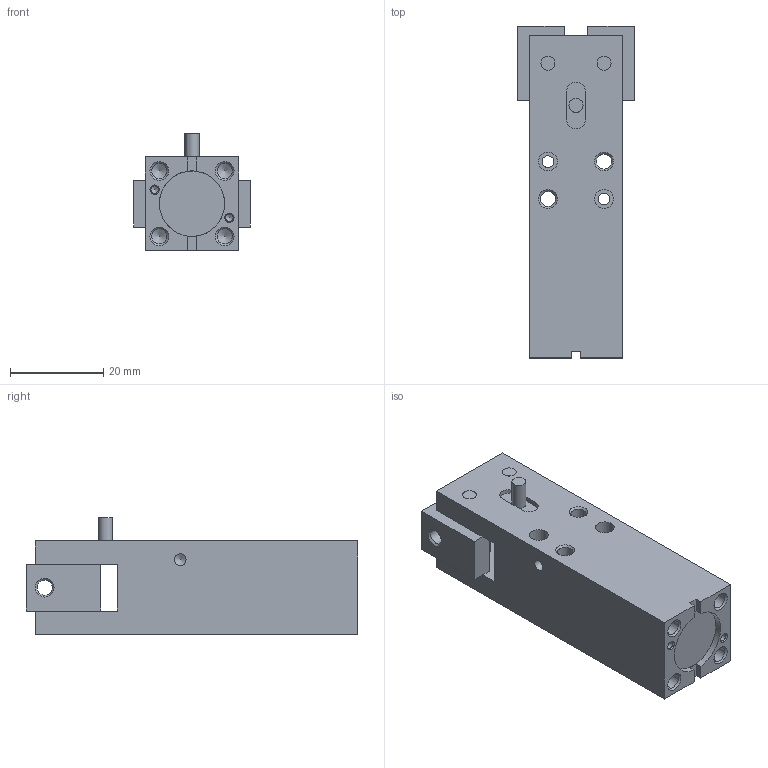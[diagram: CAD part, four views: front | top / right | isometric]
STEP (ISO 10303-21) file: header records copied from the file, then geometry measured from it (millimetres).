
FILE_DESCRIPTION((''),'2;1');
FILE_NAME('MSG-Z1.stp','2012-10-12T08:20:20',('hartung_david'),(''),'Autodesk Inventor 2012','Autodesk Inventor 2012','');
FILE_SCHEMA(('AUTOMOTIVE_DESIGN { 1 0 10303 214 1 1 1 1 }'));
Length unit declared in the file: millimetre
Products named in the file (4): MSG-Z1; MSG-Z1-010; MSG-Z1-020; MSG-Z1-030
Assembly tree (3 placements, depth 2):
  MSG-Z1
    MSG-Z1-010
    MSG-Z1-020
    MSG-Z1-030
Bounding box: 25 x 71 x 25.01 mm (x, y, z)
Volume: 24870.7 mm3; surface area: 10512.6 mm2
Topology: 3 solids, 3 shells, 102 faces, 230 edges, 146 vertices
Faces by surface type: plane 48, cylinder 32, cone 22
Full cylindrical faces by diameter (mm): 1.57 x2, 2.459 x2, 2.5 x2, 3 x7, 3.242 x8, 4 x4, 4.134 x2, 4.5 x2, 14 x1
Entity records: 2764 total; most frequent: DIRECTION 468, CARTESIAN_POINT 415, ORIENTED_EDGE 338, AXIS2_PLACEMENT_3D 190, EDGE_LOOP 186, EDGE_CURVE 169, VERTEX_POINT 137, FACE_OUTER_BOUND 102
